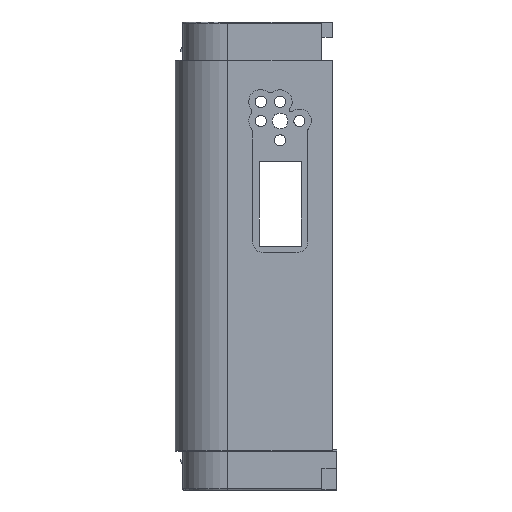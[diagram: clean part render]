
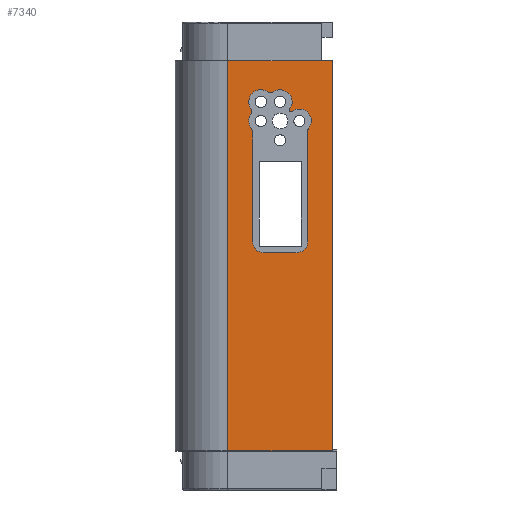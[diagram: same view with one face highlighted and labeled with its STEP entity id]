
A CAD part, left-side view. The second image highlights one B-rep face of the part: STEP entity #7340.
In plain terms, the highlighted planar face has unit normal (-1, 0, 0).
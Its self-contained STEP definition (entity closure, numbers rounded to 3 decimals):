
#122=FACE_BOUND('',#1152,.T.);
#200=CIRCLE('',#7412,10.);
#202=CIRCLE('',#7416,5.);
#204=CIRCLE('',#7419,11.25);
#206=CIRCLE('',#7422,2.);
#208=CIRCLE('',#7425,1.);
#210=CIRCLE('',#7428,2.);
#212=CIRCLE('',#7431,11.25);
#214=CIRCLE('',#7434,5.);
#216=CIRCLE('',#7437,11.25);
#218=CIRCLE('',#7440,5.);
#220=CIRCLE('',#7443,11.25);
#222=CIRCLE('',#7446,5.);
#224=CIRCLE('',#7450,10.);
#727=FACE_OUTER_BOUND('',#1151,.T.);
#1151=EDGE_LOOP('',(#6431,#6432,#6433,#6434));
#1152=EDGE_LOOP('',(#6435,#6436,#6437,#6438,#6439,#6440,#6441,#6442,#6443,
#6444,#6445,#6446,#6447,#6448,#6449,#6450));
#1224=LINE('',#10007,#2056);
#1229=LINE('',#10021,#2061);
#1243=LINE('',#10093,#2075);
#1970=LINE('',#12301,#2802);
#1972=LINE('',#12306,#2804);
#1973=LINE('',#12308,#2805);
#1974=LINE('',#12309,#2806);
#2056=VECTOR('',#8016,10.);
#2061=VECTOR('',#8029,10.);
#2075=VECTOR('',#8111,10.);
#2802=VECTOR('',#9772,10.);
#2804=VECTOR('',#9778,10.);
#2805=VECTOR('',#9779,10.);
#2806=VECTOR('',#9780,10.);
#2887=VERTEX_POINT('',#10005);
#2888=VERTEX_POINT('',#10006);
#2891=VERTEX_POINT('',#10014);
#2893=VERTEX_POINT('',#10020);
#2895=VERTEX_POINT('',#10026);
#2897=VERTEX_POINT('',#10032);
#2899=VERTEX_POINT('',#10038);
#2901=VERTEX_POINT('',#10044);
#2903=VERTEX_POINT('',#10050);
#2905=VERTEX_POINT('',#10056);
#2907=VERTEX_POINT('',#10062);
#2909=VERTEX_POINT('',#10068);
#2911=VERTEX_POINT('',#10074);
#2913=VERTEX_POINT('',#10080);
#2915=VERTEX_POINT('',#10086);
#2917=VERTEX_POINT('',#10092);
#3510=VERTEX_POINT('',#12278);
#3513=VERTEX_POINT('',#12297);
#3515=VERTEX_POINT('',#12305);
#3516=VERTEX_POINT('',#12307);
#3572=EDGE_CURVE('',#2887,#2888,#1224,.T.);
#3576=EDGE_CURVE('',#2891,#2887,#200,.T.);
#3579=EDGE_CURVE('',#2893,#2891,#1229,.T.);
#3582=EDGE_CURVE('',#2895,#2893,#202,.T.);
#3585=EDGE_CURVE('',#2897,#2895,#204,.T.);
#3588=EDGE_CURVE('',#2899,#2897,#206,.T.);
#3591=EDGE_CURVE('',#2901,#2899,#208,.T.);
#3594=EDGE_CURVE('',#2903,#2901,#210,.T.);
#3597=EDGE_CURVE('',#2905,#2903,#212,.T.);
#3600=EDGE_CURVE('',#2907,#2905,#214,.T.);
#3603=EDGE_CURVE('',#2909,#2907,#216,.T.);
#3606=EDGE_CURVE('',#2911,#2909,#218,.T.);
#3609=EDGE_CURVE('',#2913,#2911,#220,.T.);
#3612=EDGE_CURVE('',#2915,#2913,#222,.T.);
#3615=EDGE_CURVE('',#2917,#2915,#1243,.T.);
#3618=EDGE_CURVE('',#2888,#2917,#224,.T.);
#4529=EDGE_CURVE('',#3510,#3513,#1970,.T.);
#4531=EDGE_CURVE('',#3515,#3510,#1972,.T.);
#4532=EDGE_CURVE('',#3516,#3515,#1973,.T.);
#4533=EDGE_CURVE('',#3516,#3513,#1974,.T.);
#6431=ORIENTED_EDGE('',*,*,#4529,.F.);
#6432=ORIENTED_EDGE('',*,*,#4531,.F.);
#6433=ORIENTED_EDGE('',*,*,#4532,.F.);
#6434=ORIENTED_EDGE('',*,*,#4533,.T.);
#6435=ORIENTED_EDGE('',*,*,#3572,.T.);
#6436=ORIENTED_EDGE('',*,*,#3618,.T.);
#6437=ORIENTED_EDGE('',*,*,#3615,.T.);
#6438=ORIENTED_EDGE('',*,*,#3612,.T.);
#6439=ORIENTED_EDGE('',*,*,#3609,.T.);
#6440=ORIENTED_EDGE('',*,*,#3606,.T.);
#6441=ORIENTED_EDGE('',*,*,#3603,.T.);
#6442=ORIENTED_EDGE('',*,*,#3600,.T.);
#6443=ORIENTED_EDGE('',*,*,#3597,.T.);
#6444=ORIENTED_EDGE('',*,*,#3594,.T.);
#6445=ORIENTED_EDGE('',*,*,#3591,.T.);
#6446=ORIENTED_EDGE('',*,*,#3588,.T.);
#6447=ORIENTED_EDGE('',*,*,#3585,.T.);
#6448=ORIENTED_EDGE('',*,*,#3582,.T.);
#6449=ORIENTED_EDGE('',*,*,#3579,.T.);
#6450=ORIENTED_EDGE('',*,*,#3576,.T.);
#6959=PLANE('',#7917);
#7340=ADVANCED_FACE('',(#727,#122),#6959,.T.);
#7412=AXIS2_PLACEMENT_3D('',#10015,#8022,#8023);
#7416=AXIS2_PLACEMENT_3D('',#10027,#8034,#8035);
#7419=AXIS2_PLACEMENT_3D('',#10033,#8041,#8042);
#7422=AXIS2_PLACEMENT_3D('',#10039,#8048,#8049);
#7425=AXIS2_PLACEMENT_3D('',#10045,#8055,#8056);
#7428=AXIS2_PLACEMENT_3D('',#10051,#8062,#8063);
#7431=AXIS2_PLACEMENT_3D('',#10057,#8069,#8070);
#7434=AXIS2_PLACEMENT_3D('',#10063,#8076,#8077);
#7437=AXIS2_PLACEMENT_3D('',#10069,#8083,#8084);
#7440=AXIS2_PLACEMENT_3D('',#10075,#8090,#8091);
#7443=AXIS2_PLACEMENT_3D('',#10081,#8097,#8098);
#7446=AXIS2_PLACEMENT_3D('',#10087,#8104,#8105);
#7450=AXIS2_PLACEMENT_3D('',#10098,#8116,#8117);
#7917=AXIS2_PLACEMENT_3D('',#12304,#9776,#9777);
#8016=DIRECTION('',(0.,1.,0.));
#8022=DIRECTION('center_axis',(1.,0.,0.));
#8023=DIRECTION('ref_axis',(0.,0.,-1.));
#8029=DIRECTION('',(0.,0.,-1.));
#8034=DIRECTION('center_axis',(-1.,0.,0.));
#8035=DIRECTION('ref_axis',(0.,0.791,0.612));
#8041=DIRECTION('center_axis',(1.,0.,0.));
#8042=DIRECTION('ref_axis',(0.,-0.791,-0.612));
#8048=DIRECTION('center_axis',(-1.,0.,0.));
#8049=DIRECTION('ref_axis',(0.,0.395,-0.919));
#8055=DIRECTION('center_axis',(-1.,0.,0.));
#8056=DIRECTION('ref_axis',(0.,0.919,-0.395));
#8062=DIRECTION('center_axis',(-1.,0.,0.));
#8063=DIRECTION('ref_axis',(0.,0.806,0.592));
#8069=DIRECTION('center_axis',(1.,0.,0.));
#8070=DIRECTION('ref_axis',(0.,-0.806,-0.592));
#8076=DIRECTION('center_axis',(-1.,0.,0.));
#8077=DIRECTION('ref_axis',(0.,0.554,-0.833));
#8083=DIRECTION('center_axis',(1.,0.,0.));
#8084=DIRECTION('ref_axis',(0.,-0.554,0.833));
#8090=DIRECTION('center_axis',(-1.,0.,0.));
#8091=DIRECTION('ref_axis',(0.,-0.833,-0.554));
#8097=DIRECTION('center_axis',(1.,0.,0.));
#8098=DIRECTION('ref_axis',(0.,0.833,0.554));
#8104=DIRECTION('center_axis',(-1.,0.,0.));
#8105=DIRECTION('ref_axis',(0.,-1.,0.));
#8111=DIRECTION('',(0.,0.,1.));
#8116=DIRECTION('center_axis',(1.,0.,0.));
#8117=DIRECTION('ref_axis',(0.,1.,0.));
#9772=DIRECTION('',(0.,-1.,0.));
#9776=DIRECTION('center_axis',(-1.,0.,0.));
#9777=DIRECTION('ref_axis',(0.,-1.,0.));
#9778=DIRECTION('',(0.,0.,1.));
#9779=DIRECTION('',(0.,1.,0.));
#9780=DIRECTION('',(0.,0.,1.));
#10005=CARTESIAN_POINT('',(-120.,-40.35,3.));
#10006=CARTESIAN_POINT('',(-120.,-8.85,3.));
#10007=CARTESIAN_POINT('',(-120.,-7.925,3.));
#10014=CARTESIAN_POINT('',(-120.,-50.35,13.));
#10015=CARTESIAN_POINT('Origin',(-120.,-40.35,13.));
#10020=CARTESIAN_POINT('',(-120.,-50.35,116.053));
#10021=CARTESIAN_POINT('',(-120.,-50.35,58.027));
#10026=CARTESIAN_POINT('',(-120.,-51.396,119.114));
#10027=CARTESIAN_POINT('Origin',(-120.,-55.35,116.053));
#10032=CARTESIAN_POINT('',(-120.,-35.837,135.065));
#10033=CARTESIAN_POINT('Origin',(-120.,-42.5,126.));
#10038=CARTESIAN_POINT('',(-120.,-33.862,134.839));
#10039=CARTESIAN_POINT('Origin',(-120.,-34.652,136.676));
#10044=CARTESIAN_POINT('',(-120.,-33.339,135.362));
#10045=CARTESIAN_POINT('Origin',(-120.,-34.257,135.757));
#10050=CARTESIAN_POINT('',(-120.,-33.565,137.337));
#10051=CARTESIAN_POINT('Origin',(-120.,-35.176,136.152));
#10056=CARTESIAN_POINT('',(-120.,-18.269,153.367));
#10057=CARTESIAN_POINT('Origin',(-120.,-24.5,144.));
#10062=CARTESIAN_POINT('',(-120.,-12.731,153.367));
#10063=CARTESIAN_POINT('Origin',(-120.,-15.5,157.53));
#10068=CARTESIAN_POINT('',(-120.,2.867,137.769));
#10069=CARTESIAN_POINT('Origin',(-120.,-6.5,144.));
#10074=CARTESIAN_POINT('',(-120.,2.867,132.231));
#10075=CARTESIAN_POINT('Origin',(-120.,7.03,135.));
#10080=CARTESIAN_POINT('',(-120.,2.258,118.938));
#10081=CARTESIAN_POINT('Origin',(-120.,-6.5,126.));
#10086=CARTESIAN_POINT('',(-120.,1.15,115.8));
#10087=CARTESIAN_POINT('Origin',(-120.,6.15,115.8));
#10092=CARTESIAN_POINT('',(-120.,1.15,13.));
#10093=CARTESIAN_POINT('',(-120.,1.15,6.5));
#10098=CARTESIAN_POINT('Origin',(-120.,-8.85,13.));
#12278=CARTESIAN_POINT('',(-120.,24.5,182.5));
#12297=CARTESIAN_POINT('',(-120.,-73.5,182.5));
#12301=CARTESIAN_POINT('',(-120.,12.25,182.5));
#12304=CARTESIAN_POINT('Origin',(-120.,24.5,0.));
#12305=CARTESIAN_POINT('',(-120.,24.5,-182.5));
#12306=CARTESIAN_POINT('',(-120.,24.5,0.));
#12307=CARTESIAN_POINT('',(-120.,-73.5,-182.5));
#12308=CARTESIAN_POINT('',(-120.,12.25,-182.5));
#12309=CARTESIAN_POINT('',(-120.,-73.5,0.));
